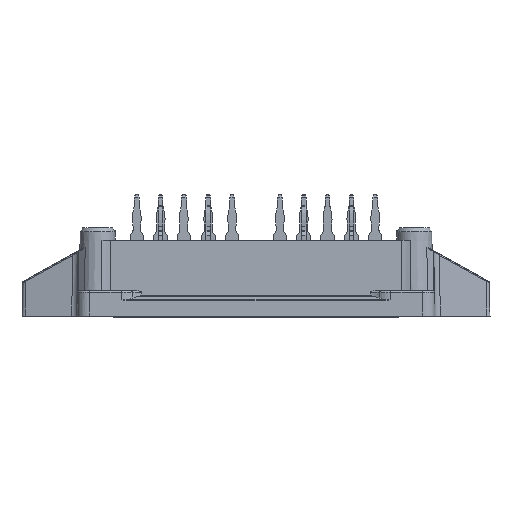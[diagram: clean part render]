
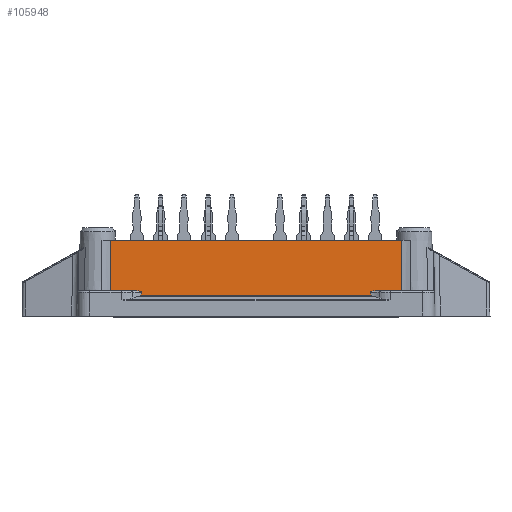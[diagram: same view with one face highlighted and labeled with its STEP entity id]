
A CAD part, front view. The second image highlights one B-rep face of the part: STEP entity #105948.
In plain terms, the highlighted planar face has unit normal (0, -1, 0.018).
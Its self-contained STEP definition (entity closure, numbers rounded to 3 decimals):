
#5443=B_SPLINE_CURVE_WITH_KNOTS('',3,(#146400,#146401,#146402,#146403),
 .UNSPECIFIED.,.F.,.F.,(4,4),(0.001,0.001),
 .UNSPECIFIED.);
#5444=B_SPLINE_CURVE_WITH_KNOTS('',3,(#146408,#146409,#146410,#146411),
 .UNSPECIFIED.,.F.,.F.,(4,4),(0.,0.001),
 .UNSPECIFIED.);
#5445=B_SPLINE_CURVE_WITH_KNOTS('',3,(#146413,#146414,#146415,#146416,#146417,
#146418,#146419,#146420),.UNSPECIFIED.,.F.,.F.,(4,1,1,1,1,4),(0.,
0.,0.,0.,0.001,
0.001),.UNSPECIFIED.);
#5446=B_SPLINE_CURVE_WITH_KNOTS('',3,(#146424,#146425,#146426,#146427),
 .UNSPECIFIED.,.F.,.F.,(4,4),(0.,0.007),.UNSPECIFIED.);
#5447=B_SPLINE_CURVE_WITH_KNOTS('',3,(#146428,#146429,#146430,#146431),
 .UNSPECIFIED.,.F.,.F.,(4,4),(0.,0.007),
 .UNSPECIFIED.);
#5448=B_SPLINE_CURVE_WITH_KNOTS('',3,(#146435,#146436,#146437,#146438,#146439,
#146440,#146441),.UNSPECIFIED.,.F.,.F.,(4,1,1,1,4),(0.,0.,
0.001,0.001,0.001),
 .UNSPECIFIED.);
#8119=ORIENTED_EDGE('',*,*,#30662,.F.);
#8120=ORIENTED_EDGE('',*,*,#30663,.T.);
#8121=ORIENTED_EDGE('',*,*,#30664,.F.);
#8122=ORIENTED_EDGE('',*,*,#30665,.T.);
#8123=ORIENTED_EDGE('',*,*,#30666,.T.);
#8124=ORIENTED_EDGE('',*,*,#30667,.T.);
#8125=ORIENTED_EDGE('',*,*,#29067,.F.);
#8126=ORIENTED_EDGE('',*,*,#30668,.T.);
#8127=ORIENTED_EDGE('',*,*,#30669,.F.);
#8128=ORIENTED_EDGE('',*,*,#30670,.T.);
#29067=EDGE_CURVE('',#40399,#40400,#47263,.T.);
#30662=EDGE_CURVE('',#41897,#41898,#5443,.T.);
#30663=EDGE_CURVE('',#41897,#41899,#48011,.T.);
#30664=EDGE_CURVE('',#41900,#41899,#5444,.T.);
#30665=EDGE_CURVE('',#41900,#41901,#5445,.T.);
#30666=EDGE_CURVE('',#41901,#41902,#48012,.T.);
#30667=EDGE_CURVE('',#41902,#40400,#5446,.T.);
#30668=EDGE_CURVE('',#40399,#41903,#5447,.T.);
#30669=EDGE_CURVE('',#41904,#41903,#48013,.T.);
#30670=EDGE_CURVE('',#41904,#41898,#5448,.T.);
#40399=VERTEX_POINT('',#142600);
#40400=VERTEX_POINT('',#142602);
#41897=VERTEX_POINT('',#146404);
#41898=VERTEX_POINT('',#146405);
#41899=VERTEX_POINT('',#146407);
#41900=VERTEX_POINT('',#146412);
#41901=VERTEX_POINT('',#146421);
#41902=VERTEX_POINT('',#146423);
#41903=VERTEX_POINT('',#146432);
#41904=VERTEX_POINT('',#146434);
#47263=LINE('',#142601,#54827);
#48011=LINE('',#146406,#55575);
#48012=LINE('',#146422,#55576);
#48013=LINE('',#146433,#55577);
#54827=VECTOR('',#118906,1000.);
#55575=VECTOR('',#121310,1000.);
#55576=VECTOR('',#121311,1000.);
#55577=VECTOR('',#121312,1000.);
#62476=EDGE_LOOP('',(#8119,#8120,#8121,#8122,#8123,#8124,#8125,#8126,#8127,
#8128));
#67268=FACE_BOUND('',#62476,.T.);
#71839=PLANE('',#111404);
#105948=ADVANCED_FACE('',(#67268),#71839,.T.);
#111404=AXIS2_PLACEMENT_3D('',#146399,#121308,#121309);
#118906=DIRECTION('',(1.,0.,0.));
#121308=DIRECTION('',(0.,-1.,0.017));
#121309=DIRECTION('',(0.,-0.017,-1.));
#121310=DIRECTION('',(1.,0.,0.));
#121311=DIRECTION('',(1.,0.,0.));
#121312=DIRECTION('',(-1.,0.,0.));
#142600=CARTESIAN_POINT('',(-19.525,-27.653,10.2));
#142601=CARTESIAN_POINT('',(-26.5,-27.653,10.2));
#142602=CARTESIAN_POINT('',(19.525,-27.653,10.2));
#146399=CARTESIAN_POINT('',(-26.5,-27.78,2.9));
#146400=CARTESIAN_POINT('',(-15.378,-27.781,2.822));
#146401=CARTESIAN_POINT('',(-15.379,-27.779,2.949));
#146402=CARTESIAN_POINT('',(-15.379,-27.777,3.076));
#146403=CARTESIAN_POINT('',(-15.379,-27.775,3.203));
#146404=CARTESIAN_POINT('',(-15.378,-27.781,2.822));
#146405=CARTESIAN_POINT('',(-15.379,-27.775,3.203));
#146406=CARTESIAN_POINT('',(-26.5,-27.781,2.822));
#146407=CARTESIAN_POINT('',(15.378,-27.781,2.822));
#146408=CARTESIAN_POINT('',(15.379,-27.775,3.203));
#146409=CARTESIAN_POINT('',(15.379,-27.777,3.076));
#146410=CARTESIAN_POINT('',(15.379,-27.779,2.949));
#146411=CARTESIAN_POINT('',(15.378,-27.781,2.822));
#146412=CARTESIAN_POINT('',(15.379,-27.775,3.203));
#146413=CARTESIAN_POINT('',(15.379,-27.775,3.203));
#146414=CARTESIAN_POINT('',(15.379,-27.774,3.235));
#146415=CARTESIAN_POINT('',(15.441,-27.773,3.274));
#146416=CARTESIAN_POINT('',(15.55,-27.773,3.32));
#146417=CARTESIAN_POINT('',(15.702,-27.772,3.361));
#146418=CARTESIAN_POINT('',(15.882,-27.771,3.392));
#146419=CARTESIAN_POINT('',(16.005,-27.771,3.4));
#146420=CARTESIAN_POINT('',(16.067,-27.771,3.4));
#146421=CARTESIAN_POINT('',(16.067,-27.771,3.4));
#146422=CARTESIAN_POINT('',(-26.5,-27.771,3.4));
#146423=CARTESIAN_POINT('',(19.511,-27.771,3.4));
#146424=CARTESIAN_POINT('',(19.511,-27.771,3.4));
#146425=CARTESIAN_POINT('',(19.516,-27.732,5.667));
#146426=CARTESIAN_POINT('',(19.521,-27.692,7.933));
#146427=CARTESIAN_POINT('',(19.525,-27.653,10.2));
#146428=CARTESIAN_POINT('',(-19.525,-27.653,10.2));
#146429=CARTESIAN_POINT('',(-19.521,-27.692,7.933));
#146430=CARTESIAN_POINT('',(-19.516,-27.732,5.667));
#146431=CARTESIAN_POINT('',(-19.511,-27.771,3.4));
#146432=CARTESIAN_POINT('',(-19.511,-27.771,3.4));
#146433=CARTESIAN_POINT('',(-26.5,-27.771,3.4));
#146434=CARTESIAN_POINT('',(-16.067,-27.771,3.4));
#146435=CARTESIAN_POINT('',(-16.067,-27.771,3.4));
#146436=CARTESIAN_POINT('',(-15.944,-27.771,3.4));
#146437=CARTESIAN_POINT('',(-15.762,-27.772,3.377));
#146438=CARTESIAN_POINT('',(-15.549,-27.773,3.32));
#146439=CARTESIAN_POINT('',(-15.44,-27.773,3.273));
#146440=CARTESIAN_POINT('',(-15.379,-27.774,3.235));
#146441=CARTESIAN_POINT('',(-15.379,-27.775,3.203));
